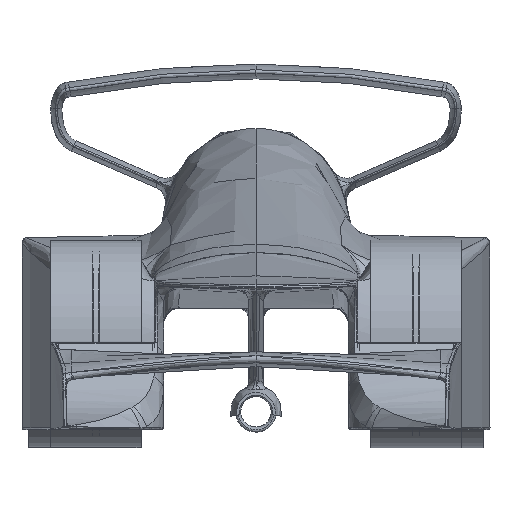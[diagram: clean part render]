
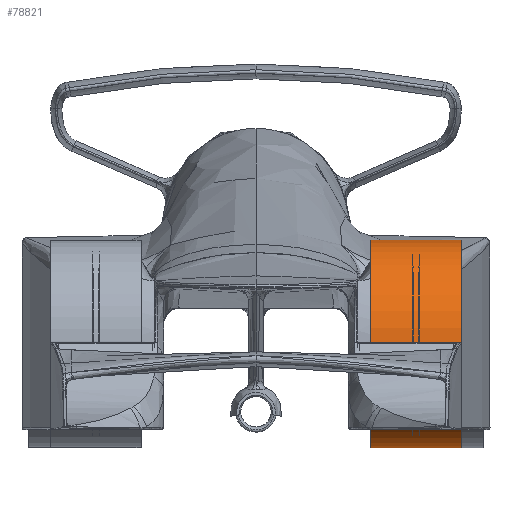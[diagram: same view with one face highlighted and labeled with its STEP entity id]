
A CAD part, front view. The second image highlights one B-rep face of the part: STEP entity #78821.
In plain terms, the highlighted free-form (B-spline) face has degree [2, 1] with [9, 2] control points.
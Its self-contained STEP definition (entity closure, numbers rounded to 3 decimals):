
#78779 = EDGE_CURVE('',#78780,#78780,#78782,.T.);
#78780 = VERTEX_POINT('',#78781);
#78781 = CARTESIAN_POINT('',(29.759,-182.158,
    26.563));
#78782 = ( BOUNDED_CURVE() B_SPLINE_CURVE(2,(#78783,#78784,#78785,#78786
    ,#78787,#78788,#78789),.UNSPECIFIED.,.T.,.F.) 
B_SPLINE_CURVE_WITH_KNOTS((3,2,2,3),(3.142,5.236,
7.33,9.425),.PIECEWISE_BEZIER_KNOTS.) CURVE() 
GEOMETRIC_REPRESENTATION_ITEM() RATIONAL_B_SPLINE_CURVE((1.,0.5,1.,0.5,
1.,0.5,1.)) REPRESENTATION_ITEM('') );
#78783 = CARTESIAN_POINT('',(29.759,-182.158,
    26.563));
#78784 = CARTESIAN_POINT('',(29.759,-200.644,
    8.143));
#78785 = CARTESIAN_POINT('',(29.759,-175.449,
    1.343));
#78786 = CARTESIAN_POINT('',(29.759,-150.254,
    -5.457));
#78787 = CARTESIAN_POINT('',(29.759,-156.963,
    19.763));
#78788 = CARTESIAN_POINT('',(29.759,-163.671,
    44.982));
#78789 = CARTESIAN_POINT('',(29.759,-182.158,
    26.563));
#78802 = EDGE_CURVE('',#78803,#78803,#78805,.T.);
#78803 = VERTEX_POINT('',#78804);
#78804 = CARTESIAN_POINT('',(16.676,-182.158,
    26.563));
#78805 = ( BOUNDED_CURVE() B_SPLINE_CURVE(2,(#78806,#78807,#78808,#78809
    ,#78810,#78811,#78812),.UNSPECIFIED.,.T.,.F.) 
B_SPLINE_CURVE_WITH_KNOTS((3,2,2,3),(3.142,5.236,
7.33,9.425),.PIECEWISE_BEZIER_KNOTS.) CURVE() 
GEOMETRIC_REPRESENTATION_ITEM() RATIONAL_B_SPLINE_CURVE((1.,0.5,1.,0.5,
1.,0.5,1.)) REPRESENTATION_ITEM('') );
#78806 = CARTESIAN_POINT('',(16.676,-182.158,
    26.563));
#78807 = CARTESIAN_POINT('',(16.676,-200.644,
    8.143));
#78808 = CARTESIAN_POINT('',(16.676,-175.449,
    1.343));
#78809 = CARTESIAN_POINT('',(16.676,-150.254,
    -5.457));
#78810 = CARTESIAN_POINT('',(16.676,-156.963,
    19.763));
#78811 = CARTESIAN_POINT('',(16.676,-163.671,
    44.982));
#78812 = CARTESIAN_POINT('',(16.676,-182.158,
    26.563));
#78821 = ADVANCED_FACE('',(#78822),#78832,.T.);
#78822 = FACE_BOUND('',#78823,.T.);
#78823 = EDGE_LOOP('',(#78824,#78825,#78830,#78831));
#78824 = ORIENTED_EDGE('',*,*,#78779,.F.);
#78825 = ORIENTED_EDGE('',*,*,#78826,.T.);
#78826 = EDGE_CURVE('',#78780,#78803,#78827,.T.);
#78827 = B_SPLINE_CURVE_WITH_KNOTS('',1,(#78828,#78829),.UNSPECIFIED.,
  .F.,.F.,(2,2),(-12.2,0.),.PIECEWISE_BEZIER_KNOTS.);
#78828 = CARTESIAN_POINT('',(29.759,-182.158,
    26.563));
#78829 = CARTESIAN_POINT('',(16.676,-182.158,
    26.563));
#78830 = ORIENTED_EDGE('',*,*,#78802,.T.);
#78831 = ORIENTED_EDGE('',*,*,#78826,.F.);
#78832 = ( BOUNDED_SURFACE() B_SPLINE_SURFACE(2,1,(
    (#78833,#78834)
    ,(#78835,#78836)
    ,(#78837,#78838)
    ,(#78839,#78840)
    ,(#78841,#78842)
    ,(#78843,#78844)
    ,(#78845,#78846)
    ,(#78847,#78848)
    ,(#78849,#78850
)),.UNSPECIFIED.,.T.,.F.,.F.) B_SPLINE_SURFACE_WITH_KNOTS((3,2,2,2,3),(2
    ,2),(-3.142,-2.094,0.,2.094,3.142)
,(0.,12.2),.UNSPECIFIED.) GEOMETRIC_REPRESENTATION_ITEM() 
RATIONAL_B_SPLINE_SURFACE((
    (0.75,0.75)
    ,(0.75,0.75)
    ,(1.,1.)
    ,(0.5,0.5)
    ,(1.,1.)
    ,(0.5,0.5)
    ,(1.,1.)
    ,(0.75,0.75)
,(0.75,0.75))) REPRESENTATION_ITEM('') SURFACE() );
#78833 = CARTESIAN_POINT('',(16.676,-182.158,
    26.563));
#78834 = CARTESIAN_POINT('',(29.759,-182.158,
    26.563));
#78835 = CARTESIAN_POINT('',(16.676,-188.32,
    20.423));
#78836 = CARTESIAN_POINT('',(29.759,-188.32,
    20.423));
#78837 = CARTESIAN_POINT('',(16.676,-186.084,
    12.016));
#78838 = CARTESIAN_POINT('',(29.759,-186.084,
    12.016));
#78839 = CARTESIAN_POINT('',(16.676,-179.375,
    -13.204));
#78840 = CARTESIAN_POINT('',(29.759,-179.375,
    -13.204));
#78841 = CARTESIAN_POINT('',(16.676,-160.888,
    5.216));
#78842 = CARTESIAN_POINT('',(29.759,-160.888,
    5.216));
#78843 = CARTESIAN_POINT('',(16.676,-142.402,
    23.636));
#78844 = CARTESIAN_POINT('',(29.759,-142.402,
    23.636));
#78845 = CARTESIAN_POINT('',(16.676,-167.597,
    30.436));
#78846 = CARTESIAN_POINT('',(29.759,-167.597,
    30.436));
#78847 = CARTESIAN_POINT('',(16.676,-175.996,
    32.703));
#78848 = CARTESIAN_POINT('',(29.759,-175.996,
    32.703));
#78849 = CARTESIAN_POINT('',(16.676,-182.158,
    26.563));
#78850 = CARTESIAN_POINT('',(29.759,-182.158,
    26.563));
